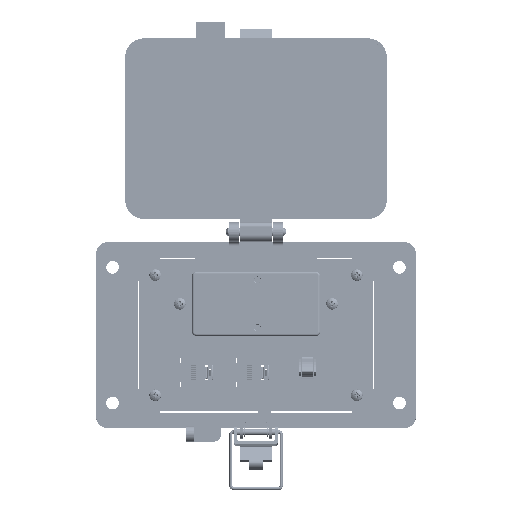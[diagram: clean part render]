
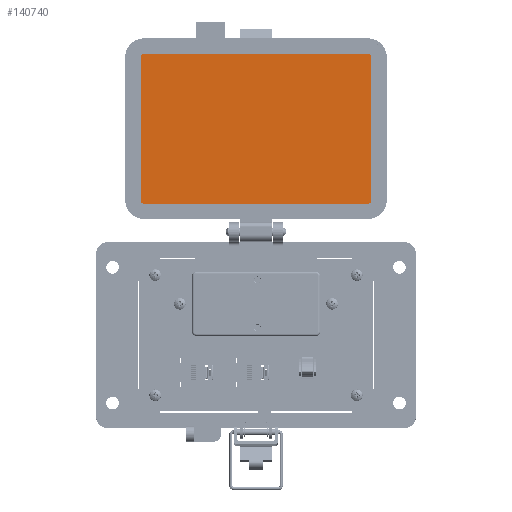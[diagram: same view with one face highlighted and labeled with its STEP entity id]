
A CAD part, top view. The second image highlights one B-rep face of the part: STEP entity #140740.
In plain terms, the highlighted planar face has unit normal (0, 0, 1).
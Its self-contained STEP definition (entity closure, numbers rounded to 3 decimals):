
#5949 = VERTEX_POINT ( 'NONE', #213379 ) ;
#6889 = VERTEX_POINT ( 'NONE', #191790 ) ;
#9023 = EDGE_CURVE ( 'NONE', #150282, #111907, #130989, .T. ) ;
#11449 = ORIENTED_EDGE ( 'NONE', *, *, #38763, .F. ) ;
#13015 = ORIENTED_EDGE ( 'NONE', *, *, #153989, .F. ) ;
#15228 = DIRECTION ( 'NONE',  ( 0., 1., 0. ) ) ;
#19463 = DIRECTION ( 'NONE',  ( 0., 0., -1. ) ) ;
#20669 = VECTOR ( 'NONE', #112642, 1000. ) ;
#22535 = VERTEX_POINT ( 'NONE', #115526 ) ;
#24390 = ORIENTED_EDGE ( 'NONE', *, *, #77490, .F. ) ;
#30817 = LINE ( 'NONE', #228431, #49462 ) ;
#33156 = EDGE_CURVE ( 'NONE', #6889, #165199, #30817, .T. ) ;
#37425 = ORIENTED_EDGE ( 'NONE', *, *, #67090, .F. ) ;
#38763 = EDGE_CURVE ( 'NONE', #5949, #150282, #197195, .T. ) ;
#40196 = CARTESIAN_POINT ( 'NONE',  ( 57.717, 69.55, 8.694 ) ) ;
#42551 = DIRECTION ( 'NONE',  ( 0., -1., 0. ) ) ;
#43671 = ORIENTED_EDGE ( 'NONE', *, *, #33156, .F. ) ;
#44510 = DIRECTION ( 'NONE',  ( 0., 0., -1. ) ) ;
#49462 = VECTOR ( 'NONE', #192730, 1000. ) ;
#57915 = LINE ( 'NONE', #130467, #20669 ) ;
#65276 = ORIENTED_EDGE ( 'NONE', *, *, #100151, .F. ) ;
#66407 = CARTESIAN_POINT ( 'NONE',  ( 59.502, 69.55, 8.694 ) ) ;
#67090 = EDGE_CURVE ( 'NONE', #157003, #173370, #216334, .T. ) ;
#72145 = DIRECTION ( 'NONE',  ( 0., 0., 1. ) ) ;
#73312 = PLANE ( 'NONE',  #207913 ) ;
#77237 = DIRECTION ( 'NONE',  ( 0., -1., 0. ) ) ;
#77490 = EDGE_CURVE ( 'NONE', #22535, #157003, #107569, .T. ) ;
#78568 = VECTOR ( 'NONE', #15228, 1000. ) ;
#79406 = EDGE_CURVE ( 'NONE', #111907, #22535, #57915, .T. ) ;
#80257 = CARTESIAN_POINT ( 'NONE',  ( -57.72, 69.55, 8.694 ) ) ;
#80420 = VECTOR ( 'NONE', #193712, 1000. ) ;
#84374 = ORIENTED_EDGE ( 'NONE', *, *, #79406, .F. ) ;
#88840 = FACE_OUTER_BOUND ( 'NONE', #128504, .T. ) ;
#100151 = EDGE_CURVE ( 'NONE', #173370, #6889, #220760, .T. ) ;
#107569 = CIRCLE ( 'NONE', #149502, 1.785 ) ;
#110534 = AXIS2_PLACEMENT_3D ( 'NONE', #126615, #19463, #199232 ) ;
#111440 = CARTESIAN_POINT ( 'NONE',  ( -59.505, 69.55, 8.694 ) ) ;
#111907 = VERTEX_POINT ( 'NONE', #196335 ) ;
#112642 = DIRECTION ( 'NONE',  ( -1., 0., 0. ) ) ;
#113966 = DIRECTION ( 'NONE',  ( 0., 0., -1. ) ) ;
#115526 = CARTESIAN_POINT ( 'NONE',  ( -57.72, 67.765, 8.694 ) ) ;
#119008 = ORIENTED_EDGE ( 'NONE', *, *, #9023, .F. ) ;
#119652 = AXIS2_PLACEMENT_3D ( 'NONE', #40196, #113966, #42551 ) ;
#124715 = CARTESIAN_POINT ( 'NONE',  ( -59.505, 143.334, 8.694 ) ) ;
#126615 = CARTESIAN_POINT ( 'NONE',  ( -57.72, 143.334, 8.694 ) ) ;
#128083 = CARTESIAN_POINT ( 'NONE',  ( 59.502, 69.55, 8.694 ) ) ;
#128504 = EDGE_LOOP ( 'NONE', ( #65276, #37425, #24390, #84374, #119008, #11449, #13015, #43671 ) ) ;
#130467 = CARTESIAN_POINT ( 'NONE',  ( -57.72, 67.765, 8.694 ) ) ;
#130656 = CARTESIAN_POINT ( 'NONE',  ( -59.505, 143.334, 8.694 ) ) ;
#130989 = CIRCLE ( 'NONE', #119652, 1.785 ) ;
#134605 = CARTESIAN_POINT ( 'NONE',  ( 57.717, 145.119, 8.694 ) ) ;
#140740 = ADVANCED_FACE ( 'NONE', ( #88840 ), #73312, .T. ) ;
#149502 = AXIS2_PLACEMENT_3D ( 'NONE', #80257, #44510, #205164 ) ;
#150282 = VERTEX_POINT ( 'NONE', #128083 ) ;
#153989 = EDGE_CURVE ( 'NONE', #165199, #5949, #194471, .T. ) ;
#157003 = VERTEX_POINT ( 'NONE', #111440 ) ;
#161376 = DIRECTION ( 'NONE',  ( 0., -1., 0. ) ) ;
#165199 = VERTEX_POINT ( 'NONE', #134605 ) ;
#167681 = CARTESIAN_POINT ( 'NONE',  ( 57.717, 143.334, 8.694 ) ) ;
#173370 = VERTEX_POINT ( 'NONE', #130656 ) ;
#183092 = AXIS2_PLACEMENT_3D ( 'NONE', #167681, #186699, #77237 ) ;
#186699 = DIRECTION ( 'NONE',  ( 0., 0., -1. ) ) ;
#191790 = CARTESIAN_POINT ( 'NONE',  ( -57.72, 145.119, 8.694 ) ) ;
#192730 = DIRECTION ( 'NONE',  ( 1., 0., 0. ) ) ;
#193712 = DIRECTION ( 'NONE',  ( 0., -1., 0. ) ) ;
#194471 = CIRCLE ( 'NONE', #183092, 1.785 ) ;
#196335 = CARTESIAN_POINT ( 'NONE',  ( 57.717, 67.765, 8.694 ) ) ;
#197195 = LINE ( 'NONE', #66407, #80420 ) ;
#199232 = DIRECTION ( 'NONE',  ( 0., -1., 0. ) ) ;
#205164 = DIRECTION ( 'NONE',  ( 0., -1., 0. ) ) ;
#207913 = AXIS2_PLACEMENT_3D ( 'NONE', #235137, #72145, #161376 ) ;
#213379 = CARTESIAN_POINT ( 'NONE',  ( 59.502, 143.334, 8.694 ) ) ;
#216334 = LINE ( 'NONE', #124715, #78568 ) ;
#220760 = CIRCLE ( 'NONE', #110534, 1.785 ) ;
#228431 = CARTESIAN_POINT ( 'NONE',  ( 57.717, 145.119, 8.694 ) ) ;
#235137 = CARTESIAN_POINT ( 'NONE',  ( -30.745, 145.119, 8.694 ) ) ;
